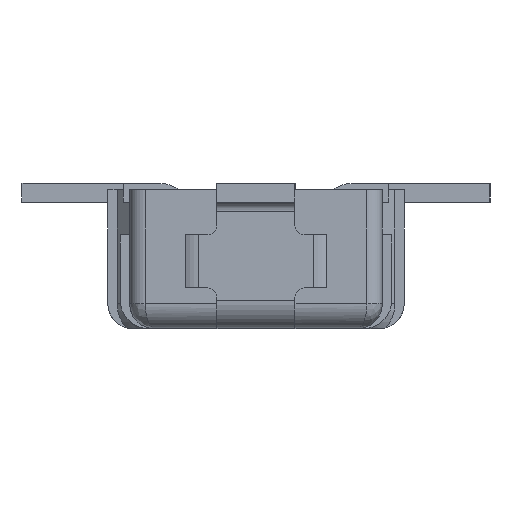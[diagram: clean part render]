
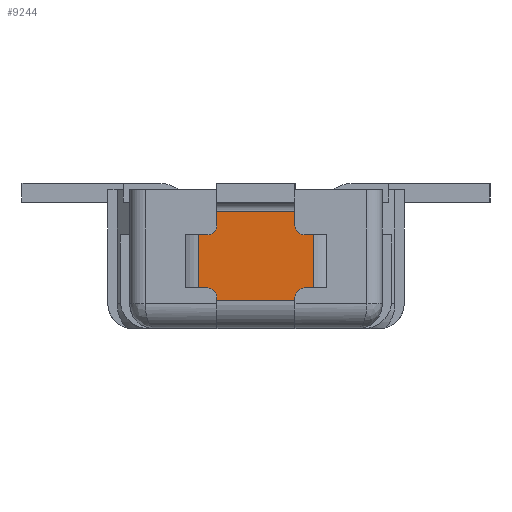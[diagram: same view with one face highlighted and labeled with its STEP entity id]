
A CAD part, left-side view. The second image highlights one B-rep face of the part: STEP entity #9244.
In plain terms, the highlighted planar face has unit normal (-1, 0, 0).
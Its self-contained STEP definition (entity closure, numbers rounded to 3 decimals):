
#585=DIRECTION('',(0.,0.,1.));
#586=VECTOR('',#585,0.045);
#587=CARTESIAN_POINT('',(-2.285,-0.125,-0.115));
#588=LINE('',#587,#586);
#659=DIRECTION('',(0.,0.,1.));
#660=VECTOR('',#659,0.01);
#661=CARTESIAN_POINT('',(-2.285,-0.125,-0.355));
#662=LINE('',#661,#660);
#807=DIRECTION('',(0.,-1.,0.));
#808=VECTOR('',#807,0.25);
#809=CARTESIAN_POINT('',(-2.285,0.125,-0.355));
#810=LINE('',#809,#808);
#811=DIRECTION('',(0.,0.,-1.));
#812=VECTOR('',#811,0.01);
#813=CARTESIAN_POINT('',(-2.285,0.125,-0.345));
#814=LINE('',#813,#812);
#833=DIRECTION('',(0.,0.,-1.));
#834=VECTOR('',#833,0.17);
#835=CARTESIAN_POINT('',(-2.285,0.185,-0.145));
#836=LINE('',#835,#834);
#837=DIRECTION('',(0.,1.,0.));
#838=VECTOR('',#837,0.03);
#839=CARTESIAN_POINT('',(-2.285,0.155,-0.145));
#840=LINE('',#839,#838);
#854=DIRECTION('',(0.,-1.,0.));
#855=VECTOR('',#854,0.25);
#856=CARTESIAN_POINT('',(-2.285,0.125,-0.07));
#857=LINE('',#856,#855);
#858=CARTESIAN_POINT('',(-2.285,-0.155,-0.115));
#859=DIRECTION('',(-1.,0.,0.));
#860=DIRECTION('',(0.,1.,0.));
#861=AXIS2_PLACEMENT_3D('',#858,#859,#860);
#863=DIRECTION('',(0.,0.,-1.));
#864=VECTOR('',#863,0.17);
#865=CARTESIAN_POINT('',(-2.285,-0.185,-0.145));
#866=LINE('',#865,#864);
#867=DIRECTION('',(0.,1.,0.));
#868=VECTOR('',#867,0.03);
#869=CARTESIAN_POINT('',(-2.285,-0.185,-0.315));
#870=LINE('',#869,#868);
#871=CARTESIAN_POINT('',(-2.285,-0.155,-0.345));
#872=DIRECTION('',(-1.,0.,0.));
#873=DIRECTION('',(0.,0.,1.));
#874=AXIS2_PLACEMENT_3D('',#871,#872,#873);
#876=CARTESIAN_POINT('',(-2.285,0.155,-0.345));
#877=DIRECTION('',(-1.,0.,0.));
#878=DIRECTION('',(0.,-1.,0.));
#879=AXIS2_PLACEMENT_3D('',#876,#877,#878);
#881=DIRECTION('',(0.,1.,0.));
#882=VECTOR('',#881,0.03);
#883=CARTESIAN_POINT('',(-2.285,0.155,-0.315));
#884=LINE('',#883,#882);
#885=CARTESIAN_POINT('',(-2.285,0.155,-0.115));
#886=DIRECTION('',(-1.,0.,0.));
#887=DIRECTION('',(0.,0.,-1.));
#888=AXIS2_PLACEMENT_3D('',#885,#886,#887);
#890=DIRECTION('',(0.,0.,1.));
#891=VECTOR('',#890,0.045);
#892=CARTESIAN_POINT('',(-2.285,0.125,-0.115));
#893=LINE('',#892,#891);
#923=DIRECTION('',(0.,1.,0.));
#924=VECTOR('',#923,0.03);
#925=CARTESIAN_POINT('',(-2.285,-0.185,-0.145));
#926=LINE('',#925,#924);
#7352=CARTESIAN_POINT('',(-2.285,0.125,-0.07));
#7353=VERTEX_POINT('',#7352);
#7354=CARTESIAN_POINT('',(-2.285,-0.125,-0.07));
#7355=VERTEX_POINT('',#7354);
#7356=CARTESIAN_POINT('',(-2.285,-0.125,-0.115));
#7357=VERTEX_POINT('',#7356);
#7358=CARTESIAN_POINT('',(-2.285,-0.185,-0.145));
#7359=CARTESIAN_POINT('',(-2.285,-0.155,-0.145));
#7360=VERTEX_POINT('',#7358);
#7361=VERTEX_POINT('',#7359);
#7362=CARTESIAN_POINT('',(-2.285,-0.185,-0.315));
#7363=VERTEX_POINT('',#7362);
#7364=CARTESIAN_POINT('',(-2.285,-0.155,-0.315));
#7365=VERTEX_POINT('',#7364);
#7366=CARTESIAN_POINT('',(-2.285,-0.125,-0.355));
#7367=CARTESIAN_POINT('',(-2.285,-0.125,-0.345));
#7368=VERTEX_POINT('',#7366);
#7369=VERTEX_POINT('',#7367);
#7370=CARTESIAN_POINT('',(-2.285,0.125,-0.355));
#7371=VERTEX_POINT('',#7370);
#7372=CARTESIAN_POINT('',(-2.285,0.125,-0.345));
#7373=VERTEX_POINT('',#7372);
#7374=CARTESIAN_POINT('',(-2.285,0.155,-0.315));
#7375=CARTESIAN_POINT('',(-2.285,0.185,-0.315));
#7376=VERTEX_POINT('',#7374);
#7377=VERTEX_POINT('',#7375);
#7378=CARTESIAN_POINT('',(-2.285,0.185,-0.145));
#7379=VERTEX_POINT('',#7378);
#7380=CARTESIAN_POINT('',(-2.285,0.155,-0.145));
#7381=VERTEX_POINT('',#7380);
#7382=CARTESIAN_POINT('',(-2.285,0.125,-0.115));
#7383=VERTEX_POINT('',#7382);
#9218=CARTESIAN_POINT('',(-2.285,0.,-0.213));
#9219=DIRECTION('',(1.,0.,0.));
#9220=DIRECTION('',(0.,-1.,0.));
#9221=AXIS2_PLACEMENT_3D('',#9218,#9219,#9220);
#9222=PLANE('',#9221);
#9224=ORIENTED_EDGE('',*,*,#9223,.T.);
#9225=ORIENTED_EDGE('',*,*,#8800,.F.);
#9227=ORIENTED_EDGE('',*,*,#9226,.T.);
#9229=ORIENTED_EDGE('',*,*,#9228,.F.);
#9230=ORIENTED_EDGE('',*,*,#8848,.T.);
#9231=ORIENTED_EDGE('',*,*,#8863,.T.);
#9232=ORIENTED_EDGE('',*,*,#8877,.T.);
#9233=ORIENTED_EDGE('',*,*,#8893,.F.);
#9234=ORIENTED_EDGE('',*,*,#9127,.F.);
#9235=ORIENTED_EDGE('',*,*,#9141,.F.);
#9236=ORIENTED_EDGE('',*,*,#9157,.T.);
#9237=ORIENTED_EDGE('',*,*,#9171,.T.);
#9238=ORIENTED_EDGE('',*,*,#9185,.F.);
#9239=ORIENTED_EDGE('',*,*,#9199,.F.);
#9240=ORIENTED_EDGE('',*,*,#9212,.T.);
#9241=ORIENTED_EDGE('',*,*,#8768,.T.);
#9242=EDGE_LOOP('',(#9224,#9225,#9227,#9229,#9230,#9231,#9232,#9233,#9234,#9235,
#9236,#9237,#9238,#9239,#9240,#9241));
#9243=FACE_OUTER_BOUND('',#9242,.F.);
#9244=ADVANCED_FACE('',(#9243),#9222,.F.);
#862=CIRCLE('',#861,0.03);
#875=CIRCLE('',#874,0.03);
#880=CIRCLE('',#879,0.03);
#889=CIRCLE('',#888,0.03);
#8768=EDGE_CURVE('',#7383,#7353,#893,.T.);
#8800=EDGE_CURVE('',#7357,#7355,#588,.T.);
#8848=EDGE_CURVE('',#7360,#7363,#866,.T.);
#8863=EDGE_CURVE('',#7363,#7365,#870,.T.);
#8877=EDGE_CURVE('',#7365,#7369,#875,.T.);
#8893=EDGE_CURVE('',#7368,#7369,#662,.T.);
#9127=EDGE_CURVE('',#7371,#7368,#810,.T.);
#9141=EDGE_CURVE('',#7373,#7371,#814,.T.);
#9157=EDGE_CURVE('',#7373,#7376,#880,.T.);
#9171=EDGE_CURVE('',#7376,#7377,#884,.T.);
#9185=EDGE_CURVE('',#7379,#7377,#836,.T.);
#9199=EDGE_CURVE('',#7381,#7379,#840,.T.);
#9212=EDGE_CURVE('',#7381,#7383,#889,.T.);
#9223=EDGE_CURVE('',#7353,#7355,#857,.T.);
#9226=EDGE_CURVE('',#7357,#7361,#862,.T.);
#9228=EDGE_CURVE('',#7360,#7361,#926,.T.);
